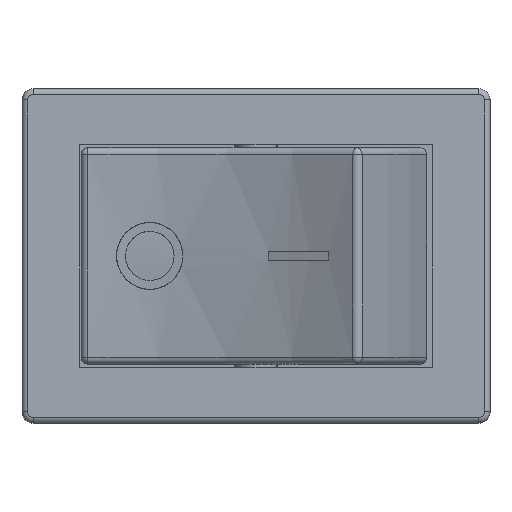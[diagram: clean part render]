
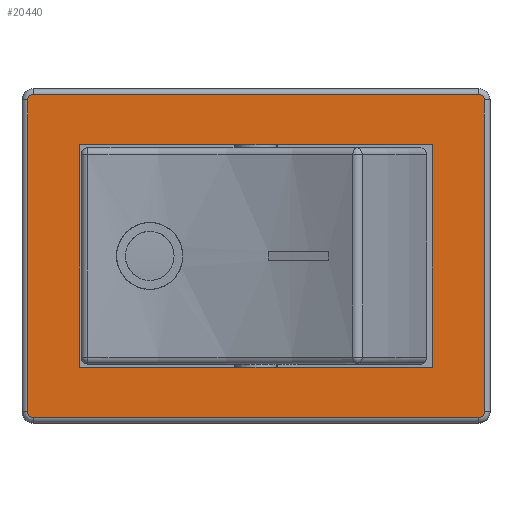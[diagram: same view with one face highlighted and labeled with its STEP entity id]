
A CAD part, top view. The second image highlights one B-rep face of the part: STEP entity #20440.
In plain terms, the highlighted planar face has unit normal (0, 0, 1).
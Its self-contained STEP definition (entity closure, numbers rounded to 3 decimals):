
#1036=FACE_BOUND('',#3309,.T.);
#1071=CIRCLE('',#21261,0.25);
#1075=CIRCLE('',#21265,0.25);
#1079=CIRCLE('',#21271,0.25);
#1083=CIRCLE('',#21275,0.25);
#2139=FACE_OUTER_BOUND('',#3308,.T.);
#3308=EDGE_LOOP('',(#18220,#18221,#18222,#18223,#18224,#18225,#18226,#18227));
#3309=EDGE_LOOP('',(#18228,#18229,#18230,#18231));
#5500=LINE('',#35706,#7755);
#5504=LINE('',#35715,#7759);
#5507=LINE('',#35719,#7762);
#5509=LINE('',#35723,#7764);
#5510=LINE('',#35729,#7765);
#5512=LINE('',#35765,#7767);
#5515=LINE('',#35772,#7770);
#5517=LINE('',#35803,#7772);
#7755=VECTOR('',#24893,10.);
#7759=VECTOR('',#24899,10.);
#7762=VECTOR('',#24904,10.);
#7764=VECTOR('',#24910,10.);
#7765=VECTOR('',#24915,10.);
#7767=VECTOR('',#24935,10.);
#7770=VECTOR('',#24942,10.);
#7772=VECTOR('',#24958,10.);
#9740=VERTEX_POINT('',#35703);
#9741=VERTEX_POINT('',#35705);
#9744=VERTEX_POINT('',#35712);
#9745=VERTEX_POINT('',#35714);
#9747=VERTEX_POINT('',#35726);
#9748=VERTEX_POINT('',#35728);
#9751=VERTEX_POINT('',#35743);
#9752=VERTEX_POINT('',#35756);
#9755=VERTEX_POINT('',#35763);
#9756=VERTEX_POINT('',#35768);
#9759=VERTEX_POINT('',#35783);
#9760=VERTEX_POINT('',#35796);
#12584=EDGE_CURVE('',#9741,#9740,#5500,.T.);
#12588=EDGE_CURVE('',#9745,#9744,#5504,.T.);
#12591=EDGE_CURVE('',#9744,#9741,#5507,.T.);
#12593=EDGE_CURVE('',#9740,#9745,#5509,.T.);
#12595=EDGE_CURVE('',#9747,#9748,#5510,.T.);
#12599=EDGE_CURVE('',#9751,#9747,#1071,.T.);
#12603=EDGE_CURVE('',#9748,#9752,#1075,.T.);
#12605=EDGE_CURVE('',#9755,#9751,#5512,.T.);
#12609=EDGE_CURVE('',#9752,#9756,#5515,.T.);
#12611=EDGE_CURVE('',#9759,#9755,#1079,.T.);
#12615=EDGE_CURVE('',#9756,#9760,#1083,.T.);
#12617=EDGE_CURVE('',#9760,#9759,#5517,.T.);
#18220=ORIENTED_EDGE('',*,*,#12595,.F.);
#18221=ORIENTED_EDGE('',*,*,#12599,.F.);
#18222=ORIENTED_EDGE('',*,*,#12605,.F.);
#18223=ORIENTED_EDGE('',*,*,#12611,.F.);
#18224=ORIENTED_EDGE('',*,*,#12617,.F.);
#18225=ORIENTED_EDGE('',*,*,#12615,.F.);
#18226=ORIENTED_EDGE('',*,*,#12609,.F.);
#18227=ORIENTED_EDGE('',*,*,#12603,.F.);
#18228=ORIENTED_EDGE('',*,*,#12588,.T.);
#18229=ORIENTED_EDGE('',*,*,#12591,.T.);
#18230=ORIENTED_EDGE('',*,*,#12584,.T.);
#18231=ORIENTED_EDGE('',*,*,#12593,.T.);
#19383=PLANE('',#21281);
#20440=ADVANCED_FACE('',(#2139,#1036),#19383,.T.);
#21261=AXIS2_PLACEMENT_3D('',#35745,#24921,#24922);
#21265=AXIS2_PLACEMENT_3D('',#35760,#24929,#24930);
#21271=AXIS2_PLACEMENT_3D('',#35785,#24945,#24946);
#21275=AXIS2_PLACEMENT_3D('',#35800,#24953,#24954);
#21281=AXIS2_PLACEMENT_3D('',#35813,#24972,#24973);
#24893=DIRECTION('',(-1.,0.,0.));
#24899=DIRECTION('',(1.,0.,0.));
#24904=DIRECTION('',(0.,-1.,0.));
#24910=DIRECTION('',(0.,1.,0.));
#24915=DIRECTION('',(1.,0.,0.));
#24921=DIRECTION('center_axis',(0.,0.,
-1.));
#24922=DIRECTION('ref_axis',(-0.707,0.707,0.));
#24929=DIRECTION('center_axis',(0.,0.,
-1.));
#24930=DIRECTION('ref_axis',(0.707,0.707,0.));
#24935=DIRECTION('',(0.,1.,0.));
#24942=DIRECTION('',(0.,-1.,0.));
#24945=DIRECTION('center_axis',(0.,0.,
-1.));
#24946=DIRECTION('ref_axis',(-0.707,-0.707,0.));
#24953=DIRECTION('center_axis',(0.,0.,
-1.));
#24954=DIRECTION('ref_axis',(0.707,-0.707,0.));
#24958=DIRECTION('',(-1.,0.,0.));
#24972=DIRECTION('center_axis',(0.,0.,
1.));
#24973=DIRECTION('ref_axis',(1.,0.,0.));
#35703=CARTESIAN_POINT('',(-7.9,-5.,13.6));
#35705=CARTESIAN_POINT('',(7.9,-5.,13.6));
#35706=CARTESIAN_POINT('',(-3.95,-5.,13.6));
#35712=CARTESIAN_POINT('',(7.9,5.,13.6));
#35714=CARTESIAN_POINT('',(-7.9,5.,13.6));
#35715=CARTESIAN_POINT('',(0.,5.,13.6));
#35719=CARTESIAN_POINT('',(7.9,2.25,13.6));
#35723=CARTESIAN_POINT('',(-7.9,2.25,13.6));
#35726=CARTESIAN_POINT('',(-10.,7.25,13.6));
#35728=CARTESIAN_POINT('',(10.,7.25,13.6));
#35729=CARTESIAN_POINT('',(-5.,7.25,13.6));
#35743=CARTESIAN_POINT('',(-10.25,7.,13.6));
#35745=CARTESIAN_POINT('Origin',(-10.,7.,13.6));
#35756=CARTESIAN_POINT('',(10.25,7.,13.6));
#35760=CARTESIAN_POINT('Origin',(10.,7.,13.6));
#35763=CARTESIAN_POINT('',(-10.25,-7.,13.6));
#35765=CARTESIAN_POINT('',(-10.25,-3.5,13.6));
#35768=CARTESIAN_POINT('',(10.25,-7.,13.6));
#35772=CARTESIAN_POINT('',(10.25,3.5,13.6));
#35783=CARTESIAN_POINT('',(-10.,-7.25,13.6));
#35785=CARTESIAN_POINT('Origin',(-10.,-7.,13.6));
#35796=CARTESIAN_POINT('',(10.,-7.25,13.6));
#35800=CARTESIAN_POINT('Origin',(10.,-7.,13.6));
#35803=CARTESIAN_POINT('',(5.,-7.25,13.6));
#35813=CARTESIAN_POINT('Origin',(0.,0.,13.6));
